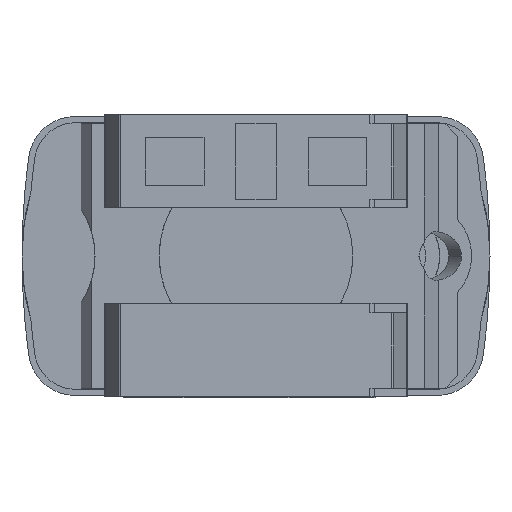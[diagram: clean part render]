
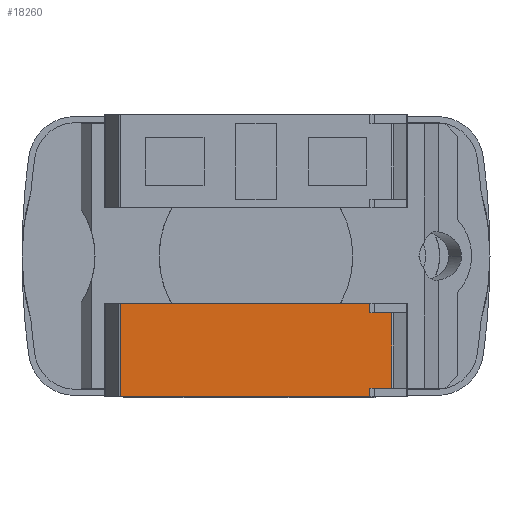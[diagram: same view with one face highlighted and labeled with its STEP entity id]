
A CAD part, front view. The second image highlights one B-rep face of the part: STEP entity #18260.
In plain terms, the highlighted planar face has unit normal (0, -1, 0).
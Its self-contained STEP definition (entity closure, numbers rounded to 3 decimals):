
#5507=DIRECTION('',(1.,0.,0.));
#5508=VECTOR('',#5507,26.409);
#5509=CARTESIAN_POINT('',(-14.359,-28.7,-5.));
#5510=LINE('',#5509,#5508);
#5950=DIRECTION('',(1.,0.,0.));
#5951=VECTOR('',#5950,26.409);
#5952=CARTESIAN_POINT('',(-14.359,-28.7,-14.9));
#5953=LINE('',#5952,#5951);
#6287=DIRECTION('',(1.,0.,0.));
#6288=VECTOR('',#6287,2.309);
#6289=CARTESIAN_POINT('',(12.05,-28.7,-14.));
#6290=LINE('',#6289,#6288);
#6294=DIRECTION('',(0.,0.,1.));
#6295=VECTOR('',#6294,0.9);
#6296=CARTESIAN_POINT('',(12.05,-28.7,-14.9));
#6297=LINE('',#6296,#6295);
#6301=DIRECTION('',(0.,0.,-1.));
#6302=VECTOR('',#6301,9.9);
#6303=CARTESIAN_POINT('',(-14.359,-28.7,-5.));
#6304=LINE('',#6303,#6302);
#6308=DIRECTION('',(0.,0.,-1.));
#6309=VECTOR('',#6308,1.);
#6310=CARTESIAN_POINT('',(12.05,-28.7,-5.));
#6311=LINE('',#6310,#6309);
#6315=DIRECTION('',(1.,0.,0.));
#6316=VECTOR('',#6315,2.309);
#6317=CARTESIAN_POINT('',(12.05,-28.7,-6.));
#6318=LINE('',#6317,#6316);
#6414=DIRECTION('',(0.,0.,-1.));
#6415=VECTOR('',#6414,8.);
#6416=CARTESIAN_POINT('',(14.359,-28.7,-6.));
#6417=LINE('',#6416,#6415);
#13391=CARTESIAN_POINT('',(-14.359,-28.7,-5.));
#13392=VERTEX_POINT('',#13391);
#13425=CARTESIAN_POINT('',(-14.359,-28.7,-14.9));
#13426=VERTEX_POINT('',#13425);
#13539=CARTESIAN_POINT('',(12.05,-28.7,-6.));
#13540=VERTEX_POINT('',#13539);
#13607=CARTESIAN_POINT('',(12.05,-28.7,-14.));
#13608=VERTEX_POINT('',#13607);
#13743=CARTESIAN_POINT('',(12.05,-28.7,-5.));
#13744=VERTEX_POINT('',#13743);
#13753=CARTESIAN_POINT('',(14.359,-28.7,-6.));
#13754=VERTEX_POINT('',#13753);
#13767=CARTESIAN_POINT('',(12.05,-28.7,-14.9));
#13768=VERTEX_POINT('',#13767);
#13777=CARTESIAN_POINT('',(14.359,-28.7,-14.));
#13778=VERTEX_POINT('',#13777);
#18242=CARTESIAN_POINT('',(-14.359,-28.7,-5.));
#18243=DIRECTION('',(0.,-1.,0.));
#18244=DIRECTION('',(1.,0.,0.));
#18245=AXIS2_PLACEMENT_3D('',#18242,#18243,#18244);
#18246=PLANE('',#18245);
#18247=ORIENTED_EDGE('',*,*,#18022,.F.);
#18249=ORIENTED_EDGE('',*,*,#18248,.F.);
#18250=ORIENTED_EDGE('',*,*,#18113,.F.);
#18251=ORIENTED_EDGE('',*,*,#18235,.F.);
#18252=ORIENTED_EDGE('',*,*,#17821,.T.);
#18254=ORIENTED_EDGE('',*,*,#18253,.T.);
#18255=ORIENTED_EDGE('',*,*,#17881,.T.);
#18257=ORIENTED_EDGE('',*,*,#18256,.T.);
#18258=EDGE_LOOP('',(#18247,#18249,#18250,#18251,#18252,#18254,#18255,#18257));
#18259=FACE_OUTER_BOUND('',#18258,.F.);
#17821=EDGE_CURVE('',#13392,#13744,#5510,.T.);
#17881=EDGE_CURVE('',#13540,#13754,#6318,.T.);
#18022=EDGE_CURVE('',#13608,#13778,#6290,.T.);
#18113=EDGE_CURVE('',#13426,#13768,#5953,.T.);
#18235=EDGE_CURVE('',#13392,#13426,#6304,.T.);
#18248=EDGE_CURVE('',#13768,#13608,#6297,.T.);
#18253=EDGE_CURVE('',#13744,#13540,#6311,.T.);
#18256=EDGE_CURVE('',#13754,#13778,#6417,.T.);
#18260=ADVANCED_FACE('',(#18259),#18246,.T.);
